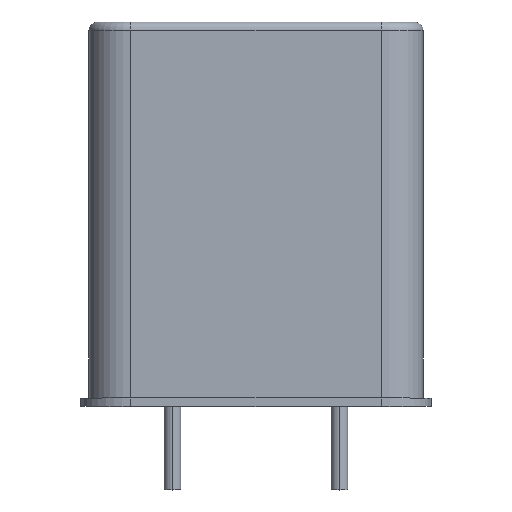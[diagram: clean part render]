
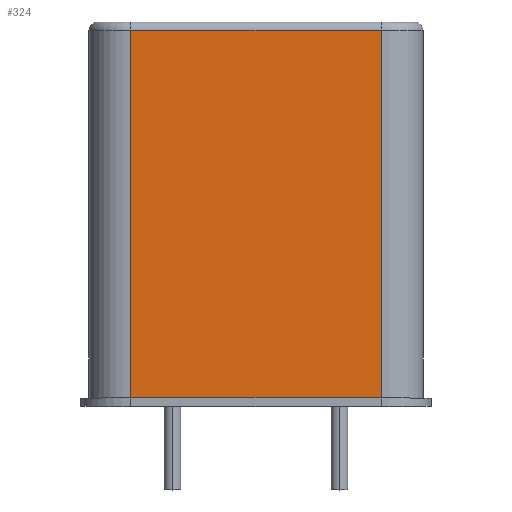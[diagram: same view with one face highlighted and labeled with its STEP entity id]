
A CAD part, top view. The second image highlights one B-rep face of the part: STEP entity #324.
In plain terms, the highlighted planar face has unit normal (0, 0, 1).
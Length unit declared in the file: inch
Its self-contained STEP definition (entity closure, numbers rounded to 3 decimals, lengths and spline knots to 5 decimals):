
#324 = ADVANCED_FACE ( 'NONE', ( #633 ), #631, .F. ) ;
#325 = EDGE_LOOP ( 'NONE', ( #389, #393, #396, #349 ) ) ;
#347 = EDGE_CURVE ( 'NONE', #395, #348, #561, .T. ) ;
#348 = VERTEX_POINT ( 'NONE', #557 ) ;
#349 = ORIENTED_EDGE ( 'NONE', *, *, #350, .T. ) ;
#350 = EDGE_CURVE ( 'NONE', #348, #392, #512, .T. ) ;
#389 = ORIENTED_EDGE ( 'NONE', *, *, #390, .F. ) ;
#390 = EDGE_CURVE ( 'NONE', #391, #392, #655, .T. ) ;
#391 = VERTEX_POINT ( 'NONE', #665 ) ;
#392 = VERTEX_POINT ( 'NONE', #664 ) ;
#393 = ORIENTED_EDGE ( 'NONE', *, *, #394, .T. ) ;
#394 = EDGE_CURVE ( 'NONE', #391, #395, #663, .T. ) ;
#395 = VERTEX_POINT ( 'NONE', #659 ) ;
#396 = ORIENTED_EDGE ( 'NONE', *, *, #347, .T. ) ;
#509 = DIRECTION ( 'NONE',  ( 0., -1., 0. ) ) ;
#510 = VECTOR ( 'NONE', #509, 39.37008 ) ;
#511 = CARTESIAN_POINT ( 'NONE',  ( -0.05, 0.46, 0.05 ) ) ;
#512 = LINE ( 'NONE', #511, #510 ) ;
#557 = CARTESIAN_POINT ( 'NONE',  ( -0.05, 0.45, 0.05 ) ) ;
#558 = DIRECTION ( 'NONE',  ( -1., 0., 0. ) ) ;
#559 = VECTOR ( 'NONE', #558, 39.37008 ) ;
#560 = CARTESIAN_POINT ( 'NONE',  ( -0.1, 0.45, 0.05 ) ) ;
#561 = LINE ( 'NONE', #560, #559 ) ;
#627 = DIRECTION ( 'NONE',  ( -1., 0., 0. ) ) ;
#628 = DIRECTION ( 'NONE',  ( 0., 0., -1. ) ) ;
#629 = CARTESIAN_POINT ( 'NONE',  ( -0.1, 0.46, 0.05 ) ) ;
#630 = AXIS2_PLACEMENT_3D ( 'NONE', #629, #628, #627 ) ;
#631 = PLANE ( 'NONE',  #630 ) ;
#633 = FACE_OUTER_BOUND ( 'NONE', #325, .T. ) ;
#652 = DIRECTION ( 'NONE',  ( -1., 0., 0. ) ) ;
#653 = VECTOR ( 'NONE', #652, 39.37008 ) ;
#654 = CARTESIAN_POINT ( 'NONE',  ( -0.1, 0.01, 0.05 ) ) ;
#655 = LINE ( 'NONE', #654, #653 ) ;
#659 = CARTESIAN_POINT ( 'NONE',  ( 0.25, 0.45, 0.05 ) ) ;
#660 = DIRECTION ( 'NONE',  ( 0., 1., 0. ) ) ;
#661 = VECTOR ( 'NONE', #660, 39.37008 ) ;
#662 = CARTESIAN_POINT ( 'NONE',  ( 0.25, 0.46, 0.05 ) ) ;
#663 = LINE ( 'NONE', #662, #661 ) ;
#664 = CARTESIAN_POINT ( 'NONE',  ( -0.05, 0.01, 0.05 ) ) ;
#665 = CARTESIAN_POINT ( 'NONE',  ( 0.25, 0.01, 0.05 ) ) ;
